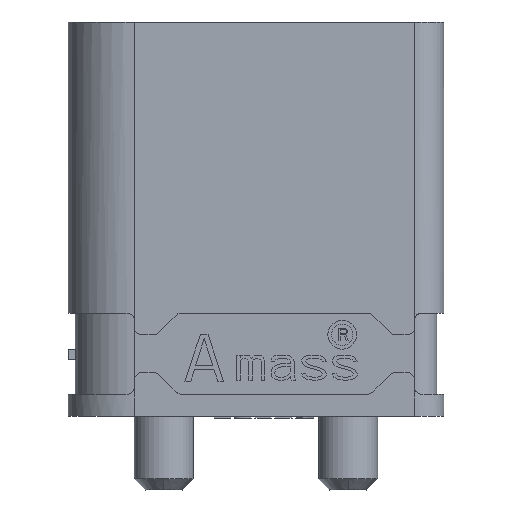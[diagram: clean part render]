
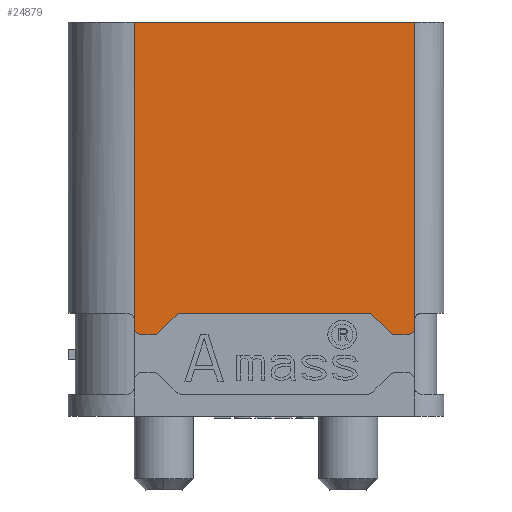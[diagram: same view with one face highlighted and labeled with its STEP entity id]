
A CAD part, front view. The second image highlights one B-rep face of the part: STEP entity #24879.
In plain terms, the highlighted planar face has unit normal (0, -1, 0).
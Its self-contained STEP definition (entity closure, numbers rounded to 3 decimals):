
#85 = VERTEX_POINT ( 'NONE', #1995 ) ;
#414 = CIRCLE ( 'NONE', #24751, 0.2 ) ;
#505 = CARTESIAN_POINT ( 'NONE',  ( -3.3, -2.6, 2.6 ) ) ;
#563 = VERTEX_POINT ( 'NONE', #21610 ) ;
#683 = CARTESIAN_POINT ( 'NONE',  ( -3.3, -2.6, 10.7 ) ) ;
#991 = DIRECTION ( 'NONE',  ( 0., -1., 0. ) ) ;
#1133 = DIRECTION ( 'NONE',  ( 0., -1., 0. ) ) ;
#1512 = VERTEX_POINT ( 'NONE', #16409 ) ;
#1573 = CARTESIAN_POINT ( 'NONE',  ( 4.1, -2.6, 2.209 ) ) ;
#1710 = ORIENTED_EDGE ( 'NONE', *, *, #14410, .T. ) ;
#1735 = DIRECTION ( 'NONE',  ( 1., 0., 0. ) ) ;
#1843 = EDGE_CURVE ( 'NONE', #6613, #85, #18345, .T. ) ;
#1995 = CARTESIAN_POINT ( 'NONE',  ( -2.027, -2.6, 2.8 ) ) ;
#2163 = DIRECTION ( 'NONE',  ( 0., 1., 0. ) ) ;
#2215 = EDGE_CURVE ( 'NONE', #85, #12072, #7350, .T. ) ;
#2429 = ORIENTED_EDGE ( 'NONE', *, *, #23208, .T. ) ;
#2653 = LINE ( 'NONE', #683, #23856 ) ;
#2819 = ORIENTED_EDGE ( 'NONE', *, *, #5420, .F. ) ;
#2821 = DIRECTION ( 'NONE',  ( -1., 0., 0. ) ) ;
#2982 = CARTESIAN_POINT ( 'NONE',  ( -3.3, -2.6, 10.7 ) ) ;
#3033 = ORIENTED_EDGE ( 'NONE', *, *, #4530, .F. ) ;
#3065 = DIRECTION ( 'NONE',  ( -0.701, 0., -0.713 ) ) ;
#3200 = CARTESIAN_POINT ( 'NONE',  ( 3.027, -2.6, 2.8 ) ) ;
#3639 = ORIENTED_EDGE ( 'NONE', *, *, #21018, .F. ) ;
#3891 = ORIENTED_EDGE ( 'NONE', *, *, #13972, .T. ) ;
#3907 = CARTESIAN_POINT ( 'NONE',  ( -3.1, -2.6, 2.209 ) ) ;
#4407 = VERTEX_POINT ( 'NONE', #3907 ) ;
#4530 = EDGE_CURVE ( 'NONE', #563, #4407, #18111, .T. ) ;
#4935 = LINE ( 'NONE', #22960, #13115 ) ;
#5420 = EDGE_CURVE ( 'NONE', #9953, #21047, #2653, .T. ) ;
#6130 = DIRECTION ( 'NONE',  ( -1., 0., 0. ) ) ;
#6433 = CARTESIAN_POINT ( 'NONE',  ( 3.027, -2.6, 2.6 ) ) ;
#6547 = CARTESIAN_POINT ( 'NONE',  ( -2.167, -2.6, 2.743 ) ) ;
#6613 = VERTEX_POINT ( 'NONE', #6547 ) ;
#6698 = DIRECTION ( 'NONE',  ( 0., 0., 1. ) ) ;
#6769 = CARTESIAN_POINT ( 'NONE',  ( 4.3, -2.6, 10.7 ) ) ;
#6783 = VECTOR ( 'NONE', #19458, 1000. ) ;
#6951 = EDGE_CURVE ( 'NONE', #1512, #19080, #12691, .T. ) ;
#7084 = ORIENTED_EDGE ( 'NONE', *, *, #2215, .T. ) ;
#7350 = LINE ( 'NONE', #19746, #7406 ) ;
#7406 = VECTOR ( 'NONE', #1735, 1000. ) ;
#7881 = VECTOR ( 'NONE', #6130, 1000. ) ;
#8548 = DIRECTION ( 'NONE',  ( -0.701, 0., 0.713 ) ) ;
#8660 = EDGE_CURVE ( 'NONE', #14452, #4407, #9091, .T. ) ;
#8749 = CARTESIAN_POINT ( 'NONE',  ( 4.3, -2.6, 2.409 ) ) ;
#8822 = LINE ( 'NONE', #14777, #24432 ) ;
#9091 = CIRCLE ( 'NONE', #18375, 0.2 ) ;
#9171 = CARTESIAN_POINT ( 'NONE',  ( -5.1, -2.6, 0. ) ) ;
#9953 = VERTEX_POINT ( 'NONE', #21990 ) ;
#10357 = DIRECTION ( 'NONE',  ( 0., 0., 1. ) ) ;
#10582 = EDGE_CURVE ( 'NONE', #14452, #25156, #20817, .T. ) ;
#10699 = AXIS2_PLACEMENT_3D ( 'NONE', #11061, #16876, #3065 ) ;
#10844 = DIRECTION ( 'NONE',  ( 0., 0., -1. ) ) ;
#10866 = EDGE_LOOP ( 'NONE', ( #3033, #1710, #23022, #16656, #7084, #19154, #22671, #21652, #3639, #13550, #17976, #3891, #2819, #2429, #17710, #14408 ) ) ;
#11061 = CARTESIAN_POINT ( 'NONE',  ( 3.791, -2.6, 2.409 ) ) ;
#11066 = CARTESIAN_POINT ( 'NONE',  ( 3.651, -2.6, 2.267 ) ) ;
#11088 = DIRECTION ( 'NONE',  ( -1., 0., 0. ) ) ;
#11228 = VERTEX_POINT ( 'NONE', #23685 ) ;
#11818 = VERTEX_POINT ( 'NONE', #20857 ) ;
#12072 = VERTEX_POINT ( 'NONE', #3200 ) ;
#12334 = CARTESIAN_POINT ( 'NONE',  ( 4.3, -2.6, 2.6 ) ) ;
#12691 = LINE ( 'NONE', #20213, #19123 ) ;
#12804 = CARTESIAN_POINT ( 'NONE',  ( 4.1, -2.6, 2.409 ) ) ;
#12958 = AXIS2_PLACEMENT_3D ( 'NONE', #6433, #20767, #6698 ) ;
#13105 = CARTESIAN_POINT ( 'NONE',  ( -2.027, -2.6, 2.6 ) ) ;
#13115 = VECTOR ( 'NONE', #11088, 1000. ) ;
#13550 = ORIENTED_EDGE ( 'NONE', *, *, #25604, .T. ) ;
#13813 = AXIS2_PLACEMENT_3D ( 'NONE', #9171, #22785, #24624 ) ;
#13972 = EDGE_CURVE ( 'NONE', #1512, #21047, #22347, .T. ) ;
#14118 = DIRECTION ( 'NONE',  ( 0., 0., -1. ) ) ;
#14372 = DIRECTION ( 'NONE',  ( 1., 0., 0. ) ) ;
#14408 = ORIENTED_EDGE ( 'NONE', *, *, #8660, .T. ) ;
#14410 = EDGE_CURVE ( 'NONE', #563, #11228, #24607, .T. ) ;
#14452 = VERTEX_POINT ( 'NONE', #21232 ) ;
#14762 = EDGE_CURVE ( 'NONE', #22463, #11818, #22072, .T. ) ;
#14771 = PLANE ( 'NONE',  #13813 ) ;
#14777 = CARTESIAN_POINT ( 'NONE',  ( -2.167, -2.6, 2.743 ) ) ;
#14788 = CARTESIAN_POINT ( 'NONE',  ( -3.3, -2.6, 2.409 ) ) ;
#16010 = DIRECTION ( 'NONE',  ( 0., 0., 1. ) ) ;
#16095 = CARTESIAN_POINT ( 'NONE',  ( 3.167, -2.6, 2.743 ) ) ;
#16409 = CARTESIAN_POINT ( 'NONE',  ( 4.3, -2.6, 2.6 ) ) ;
#16656 = ORIENTED_EDGE ( 'NONE', *, *, #1843, .T. ) ;
#16736 = FACE_OUTER_BOUND ( 'NONE', #10866, .T. ) ;
#16742 = CARTESIAN_POINT ( 'NONE',  ( 3.651, -2.6, 2.267 ) ) ;
#16768 = DIRECTION ( 'NONE',  ( 0., 0., -1. ) ) ;
#16876 = DIRECTION ( 'NONE',  ( 0., -1., 0. ) ) ;
#17710 = ORIENTED_EDGE ( 'NONE', *, *, #10582, .F. ) ;
#17902 = VECTOR ( 'NONE', #10357, 1000. ) ;
#17976 = ORIENTED_EDGE ( 'NONE', *, *, #6951, .F. ) ;
#18111 = LINE ( 'NONE', #24166, #7881 ) ;
#18345 = CIRCLE ( 'NONE', #20038, 0.2 ) ;
#18375 = AXIS2_PLACEMENT_3D ( 'NONE', #23467, #25174, #2821 ) ;
#18708 = LINE ( 'NONE', #16742, #6783 ) ;
#18815 = VERTEX_POINT ( 'NONE', #1573 ) ;
#18909 = VECTOR ( 'NONE', #14118, 1000. ) ;
#19080 = VERTEX_POINT ( 'NONE', #8749 ) ;
#19123 = VECTOR ( 'NONE', #24306, 1000. ) ;
#19154 = ORIENTED_EDGE ( 'NONE', *, *, #23649, .T. ) ;
#19458 = DIRECTION ( 'NONE',  ( -0.713, 0., 0.701 ) ) ;
#19647 = VECTOR ( 'NONE', #16010, 1000. ) ;
#19746 = CARTESIAN_POINT ( 'NONE',  ( -2.027, -2.6, 2.8 ) ) ;
#20038 = AXIS2_PLACEMENT_3D ( 'NONE', #13105, #2163, #8548 ) ;
#20213 = CARTESIAN_POINT ( 'NONE',  ( 4.3, -2.6, 2.6 ) ) ;
#20324 = EDGE_CURVE ( 'NONE', #6613, #11228, #8822, .T. ) ;
#20352 = EDGE_CURVE ( 'NONE', #22463, #25904, #18708, .T. ) ;
#20767 = DIRECTION ( 'NONE',  ( 0., 1., 0. ) ) ;
#20801 = AXIS2_PLACEMENT_3D ( 'NONE', #22705, #1133, #10844 ) ;
#20817 = LINE ( 'NONE', #14788, #19647 ) ;
#20857 = CARTESIAN_POINT ( 'NONE',  ( 3.791, -2.6, 2.209 ) ) ;
#21000 = LINE ( 'NONE', #2982, #18909 ) ;
#21018 = EDGE_CURVE ( 'NONE', #18815, #11818, #4935, .T. ) ;
#21047 = VERTEX_POINT ( 'NONE', #6769 ) ;
#21232 = CARTESIAN_POINT ( 'NONE',  ( -3.3, -2.6, 2.409 ) ) ;
#21610 = CARTESIAN_POINT ( 'NONE',  ( -2.791, -2.6, 2.209 ) ) ;
#21652 = ORIENTED_EDGE ( 'NONE', *, *, #14762, .T. ) ;
#21990 = CARTESIAN_POINT ( 'NONE',  ( -3.3, -2.6, 10.7 ) ) ;
#22072 = CIRCLE ( 'NONE', #10699, 0.2 ) ;
#22347 = LINE ( 'NONE', #12334, #17902 ) ;
#22463 = VERTEX_POINT ( 'NONE', #11066 ) ;
#22671 = ORIENTED_EDGE ( 'NONE', *, *, #20352, .F. ) ;
#22705 = CARTESIAN_POINT ( 'NONE',  ( -2.791, -2.6, 2.409 ) ) ;
#22785 = DIRECTION ( 'NONE',  ( 0., -1., 0. ) ) ;
#22960 = CARTESIAN_POINT ( 'NONE',  ( 4.1, -2.6, 2.209 ) ) ;
#23022 = ORIENTED_EDGE ( 'NONE', *, *, #20324, .F. ) ;
#23208 = EDGE_CURVE ( 'NONE', #9953, #25156, #21000, .T. ) ;
#23467 = CARTESIAN_POINT ( 'NONE',  ( -3.1, -2.6, 2.409 ) ) ;
#23649 = EDGE_CURVE ( 'NONE', #12072, #25904, #24321, .T. ) ;
#23685 = CARTESIAN_POINT ( 'NONE',  ( -2.651, -2.6, 2.267 ) ) ;
#23856 = VECTOR ( 'NONE', #14372, 1000. ) ;
#24166 = CARTESIAN_POINT ( 'NONE',  ( -2.791, -2.6, 2.209 ) ) ;
#24306 = DIRECTION ( 'NONE',  ( 0., 0., -1. ) ) ;
#24321 = CIRCLE ( 'NONE', #12958, 0.2 ) ;
#24432 = VECTOR ( 'NONE', #24763, 1000. ) ;
#24607 = CIRCLE ( 'NONE', #20801, 0.2 ) ;
#24624 = DIRECTION ( 'NONE',  ( 0., 0., -1. ) ) ;
#24751 = AXIS2_PLACEMENT_3D ( 'NONE', #12804, #991, #16768 ) ;
#24763 = DIRECTION ( 'NONE',  ( -0.713, 0., -0.701 ) ) ;
#24879 = ADVANCED_FACE ( 'NONE', ( #16736 ), #14771, .T. ) ;
#25156 = VERTEX_POINT ( 'NONE', #505 ) ;
#25174 = DIRECTION ( 'NONE',  ( 0., -1., 0. ) ) ;
#25604 = EDGE_CURVE ( 'NONE', #18815, #19080, #414, .T. ) ;
#25904 = VERTEX_POINT ( 'NONE', #16095 ) ;
